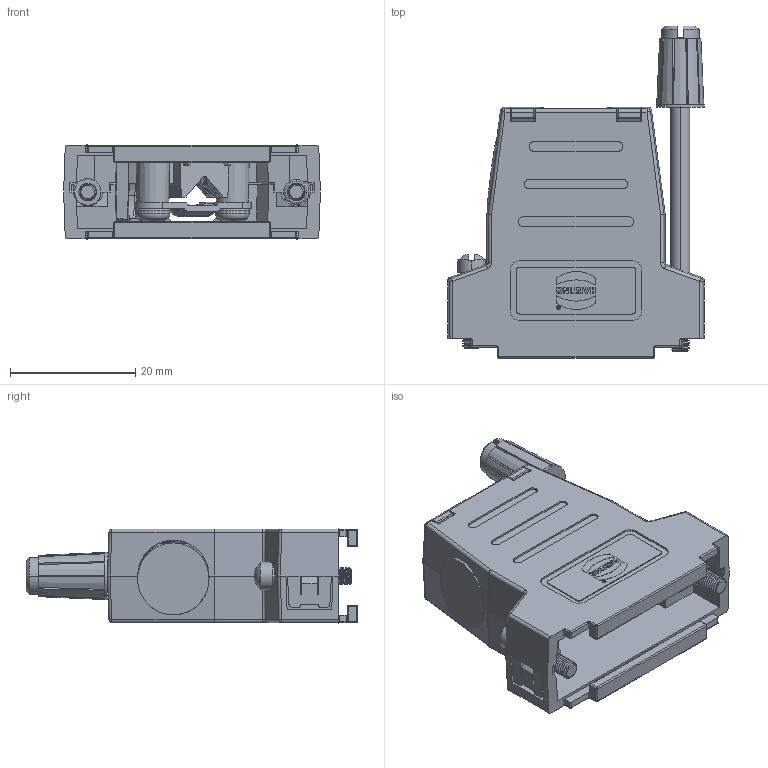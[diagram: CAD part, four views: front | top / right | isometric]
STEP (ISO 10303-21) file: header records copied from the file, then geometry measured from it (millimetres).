
FILE_DESCRIPTION(/* description */ (''),/* implementation_level */ '2;1');
FILE_NAME(/* name */ '100101808ugm000_b.stp',/* time_stamp */ '2014-08-28T16:32:06+02:00',/* author */ (''),/* organization */ (''),/* preprocessor_version */ 'ST-DEVELOPER v15',/* originating_system */ 'SIEMENS PLM Software NX 8.5',/* authorisation */ '');
FILE_SCHEMA (('AUTOMOTIVE_DESIGN { 1 0 10303 214 3 1 1 1 }'));
Products named in the file (1): 100101808ugm000_b
Bounding box: 41 x 53 x 15.05 mm (x, y, z)
Volume: 8016 mm3; surface area: 11069.2 mm2
Topology: 1 solids, 9 shells, 1694 faces, 4645 edges, 2984 vertices
Faces by surface type: plane 1158, cylinder 357, bspline 82, sphere 43, cone 26, torus 24, revolution 4
Full cylindrical faces by diameter (mm): 4.5 x2, 11.5 x1
Entity records: 65219 total; most frequent: CARTESIAN_POINT 22735, ORIENTED_EDGE 9284, DIRECTION 8147, EDGE_CURVE 4642, LINE 3505, VECTOR 3505, VERTEX_POINT 2981, AXIS2_PLACEMENT_3D 2319
